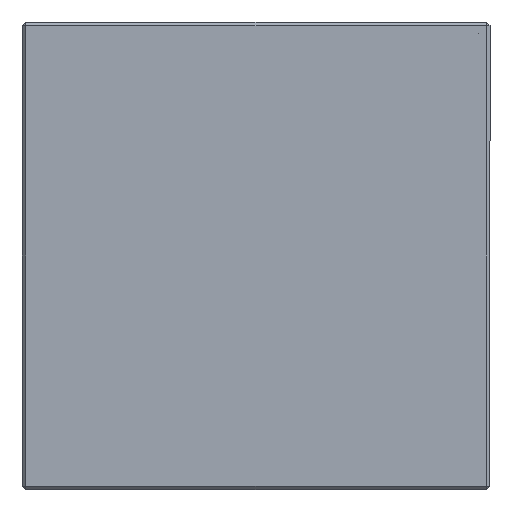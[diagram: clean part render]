
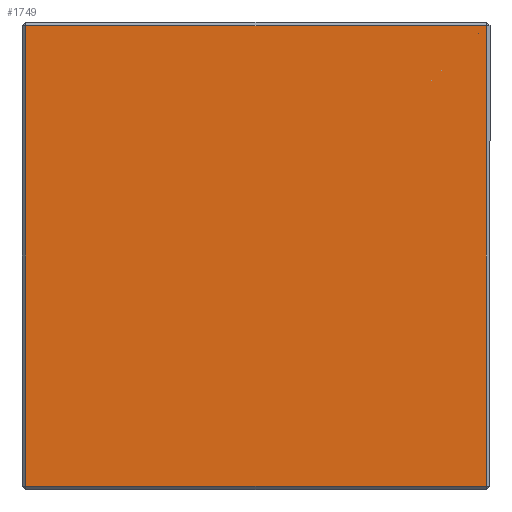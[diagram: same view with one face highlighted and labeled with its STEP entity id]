
A CAD part, front view. The second image highlights one B-rep face of the part: STEP entity #1749.
In plain terms, the highlighted planar face has unit normal (0, -1, 0).
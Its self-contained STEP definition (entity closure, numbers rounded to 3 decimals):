
#329 = DIRECTION ( 'NONE',  ( 0., 0., 1. ) ) ;
#454 = CARTESIAN_POINT ( 'NONE',  ( 29.5, -30., 30. ) ) ;
#508 = LINE ( 'NONE', #454, #10155 ) ;
#681 = VECTOR ( 'NONE', #7626, 1000. ) ;
#782 = CARTESIAN_POINT ( 'NONE',  ( 29.5, -30., -29.5 ) ) ;
#1749 = ADVANCED_FACE ( 'NONE', ( #13462 ), #4684, .F. ) ;
#2176 = LINE ( 'NONE', #8818, #11628 ) ;
#2219 = DIRECTION ( 'NONE',  ( -1., 0., 0. ) ) ;
#4124 = VERTEX_POINT ( 'NONE', #5999 ) ;
#4684 = PLANE ( 'NONE',  #8999 ) ;
#5270 = ORIENTED_EDGE ( 'NONE', *, *, #7330, .T. ) ;
#5281 = VERTEX_POINT ( 'NONE', #8204 ) ;
#5857 = VERTEX_POINT ( 'NONE', #782 ) ;
#5999 = CARTESIAN_POINT ( 'NONE',  ( 29.5, -30., 29.5 ) ) ;
#6289 = CARTESIAN_POINT ( 'NONE',  ( -29.5, -30., 30. ) ) ;
#6775 = VERTEX_POINT ( 'NONE', #10209 ) ;
#7330 = EDGE_CURVE ( 'NONE', #5281, #6775, #9510, .T. ) ;
#7626 = DIRECTION ( 'NONE',  ( 0., 0., -1. ) ) ;
#7785 = EDGE_LOOP ( 'NONE', ( #12769, #12811, #5270, #12145 ) ) ;
#7979 = EDGE_CURVE ( 'NONE', #4124, #5281, #10643, .T. ) ;
#8204 = CARTESIAN_POINT ( 'NONE',  ( -29.5, -30., 29.5 ) ) ;
#8732 = DIRECTION ( 'NONE',  ( 1., 0., 0. ) ) ;
#8818 = CARTESIAN_POINT ( 'NONE',  ( -30., -30., -29.5 ) ) ;
#8999 = AXIS2_PLACEMENT_3D ( 'NONE', #12092, #9837, #10853 ) ;
#9456 = EDGE_CURVE ( 'NONE', #6775, #5857, #2176, .T. ) ;
#9510 = LINE ( 'NONE', #6289, #681 ) ;
#9722 = CARTESIAN_POINT ( 'NONE',  ( -30., -30., 29.5 ) ) ;
#9837 = DIRECTION ( 'NONE',  ( 0., 1., 0. ) ) ;
#10155 = VECTOR ( 'NONE', #329, 1000. ) ;
#10209 = CARTESIAN_POINT ( 'NONE',  ( -29.5, -30., -29.5 ) ) ;
#10643 = LINE ( 'NONE', #9722, #12958 ) ;
#10853 = DIRECTION ( 'NONE',  ( 0., 0., 1. ) ) ;
#11628 = VECTOR ( 'NONE', #8732, 1000. ) ;
#11898 = EDGE_CURVE ( 'NONE', #5857, #4124, #508, .T. ) ;
#12092 = CARTESIAN_POINT ( 'NONE',  ( -30., -30., 30. ) ) ;
#12145 = ORIENTED_EDGE ( 'NONE', *, *, #9456, .T. ) ;
#12769 = ORIENTED_EDGE ( 'NONE', *, *, #11898, .T. ) ;
#12811 = ORIENTED_EDGE ( 'NONE', *, *, #7979, .T. ) ;
#12958 = VECTOR ( 'NONE', #2219, 1000. ) ;
#13462 = FACE_OUTER_BOUND ( 'NONE', #7785, .T. ) ;
